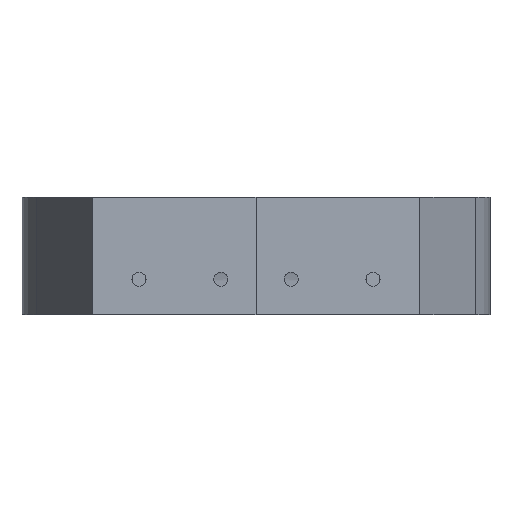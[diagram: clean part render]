
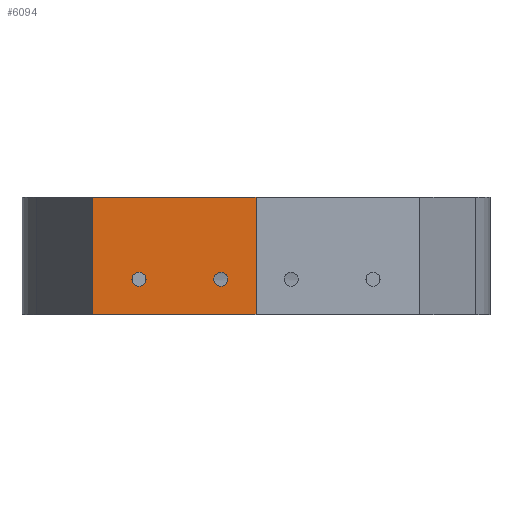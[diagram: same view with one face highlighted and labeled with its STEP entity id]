
A CAD part, front view. The second image highlights one B-rep face of the part: STEP entity #6094.
In plain terms, the highlighted planar face has unit normal (0, -1, 0).
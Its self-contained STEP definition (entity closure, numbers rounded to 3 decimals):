
#393 = PLANE('',#394);
#394 = AXIS2_PLACEMENT_3D('',#395,#396,#397);
#395 = CARTESIAN_POINT('',(-44.309,-0.415,5.));
#396 = DIRECTION('',(0.,0.,1.));
#397 = DIRECTION('',(1.,0.,0.));
#748 = CYLINDRICAL_SURFACE('',#749,3.);
#749 = AXIS2_PLACEMENT_3D('',#750,#751,#752);
#750 = CARTESIAN_POINT('',(-50.,-100.,20.));
#751 = DIRECTION('',(0.,-1.,0.));
#752 = DIRECTION('',(1.,0.,0.));
#1359 = VERTEX_POINT('',#1360);
#1360 = CARTESIAN_POINT('',(-70.,-100.,5.));
#1374 = PLANE('',#1375);
#1375 = AXIS2_PLACEMENT_3D('',#1376,#1377,#1378);
#1376 = CARTESIAN_POINT('',(-93.851,-51.46,5.));
#1377 = DIRECTION('',(0.898,0.441,0.));
#1378 = DIRECTION('',(0.441,-0.898,0.));
#1386 = EDGE_CURVE('',#1359,#1387,#1389,.T.);
#1387 = VERTEX_POINT('',#1388);
#1388 = CARTESIAN_POINT('',(0.,-100.,5.));
#1389 = SURFACE_CURVE('',#1390,(#1394,#1401),.PCURVE_S1.);
#1390 = LINE('',#1391,#1392);
#1391 = CARTESIAN_POINT('',(-70.,-100.,5.));
#1392 = VECTOR('',#1393,1.);
#1393 = DIRECTION('',(1.,0.,0.));
#1394 = PCURVE('',#393,#1395);
#1395 = DEFINITIONAL_REPRESENTATION('',(#1396),#1400);
#1396 = LINE('',#1397,#1398);
#1397 = CARTESIAN_POINT('',(-25.691,-99.585));
#1398 = VECTOR('',#1399,1.);
#1399 = DIRECTION('',(1.,0.));
#1400 = ( GEOMETRIC_REPRESENTATION_CONTEXT(2) 
PARAMETRIC_REPRESENTATION_CONTEXT() REPRESENTATION_CONTEXT('2D SPACE',''
  ) );
#1401 = PCURVE('',#1402,#1407);
#1402 = PLANE('',#1403);
#1403 = AXIS2_PLACEMENT_3D('',#1404,#1405,#1406);
#1404 = CARTESIAN_POINT('',(-70.,-100.,5.));
#1405 = DIRECTION('',(0.,1.,0.));
#1406 = DIRECTION('',(1.,0.,0.));
#1407 = DEFINITIONAL_REPRESENTATION('',(#1408),#1412);
#1408 = LINE('',#1409,#1410);
#1409 = CARTESIAN_POINT('',(0.,0.));
#1410 = VECTOR('',#1411,1.);
#1411 = DIRECTION('',(1.,0.));
#1412 = ( GEOMETRIC_REPRESENTATION_CONTEXT(2) 
PARAMETRIC_REPRESENTATION_CONTEXT() REPRESENTATION_CONTEXT('2D SPACE',''
  ) );
#3059 = VERTEX_POINT('',#3060);
#3060 = CARTESIAN_POINT('',(-47.,-100.,20.));
#3083 = EDGE_CURVE('',#3059,#3059,#3084,.T.);
#3084 = SURFACE_CURVE('',#3085,(#3090,#3097),.PCURVE_S1.);
#3085 = CIRCLE('',#3086,3.);
#3086 = AXIS2_PLACEMENT_3D('',#3087,#3088,#3089);
#3087 = CARTESIAN_POINT('',(-50.,-100.,20.));
#3088 = DIRECTION('',(0.,-1.,0.));
#3089 = DIRECTION('',(1.,0.,0.));
#3090 = PCURVE('',#748,#3091);
#3091 = DEFINITIONAL_REPRESENTATION('',(#3092),#3096);
#3092 = LINE('',#3093,#3094);
#3093 = CARTESIAN_POINT('',(0.,0.));
#3094 = VECTOR('',#3095,1.);
#3095 = DIRECTION('',(1.,0.));
#3096 = ( GEOMETRIC_REPRESENTATION_CONTEXT(2) 
PARAMETRIC_REPRESENTATION_CONTEXT() REPRESENTATION_CONTEXT('2D SPACE',''
  ) );
#3097 = PCURVE('',#1402,#3098);
#3098 = DEFINITIONAL_REPRESENTATION('',(#3099),#3107);
#3099 = ( BOUNDED_CURVE() B_SPLINE_CURVE(2,(#3100,#3101,#3102,#3103,
#3104,#3105,#3106),.UNSPECIFIED.,.T.,.F.) B_SPLINE_CURVE_WITH_KNOTS((1,2
    ,2,2,2,1),(-2.094,0.,2.094,4.189,
6.283,8.378),.UNSPECIFIED.) CURVE() 
GEOMETRIC_REPRESENTATION_ITEM() RATIONAL_B_SPLINE_CURVE((1.,0.5,1.,0.5,
1.,0.5,1.)) REPRESENTATION_ITEM('') );
#3100 = CARTESIAN_POINT('',(23.,-15.));
#3101 = CARTESIAN_POINT('',(23.,-20.196));
#3102 = CARTESIAN_POINT('',(18.5,-17.598));
#3103 = CARTESIAN_POINT('',(14.,-15.));
#3104 = CARTESIAN_POINT('',(18.5,-12.402));
#3105 = CARTESIAN_POINT('',(23.,-9.804));
#3106 = CARTESIAN_POINT('',(23.,-15.));
#3107 = ( GEOMETRIC_REPRESENTATION_CONTEXT(2) 
PARAMETRIC_REPRESENTATION_CONTEXT() REPRESENTATION_CONTEXT('2D SPACE',''
  ) );
#3273 = PLANE('',#3274);
#3274 = AXIS2_PLACEMENT_3D('',#3275,#3276,#3277);
#3275 = CARTESIAN_POINT('',(70.,-100.,5.));
#3276 = DIRECTION('',(0.,1.,0.));
#3277 = DIRECTION('',(1.,0.,0.));
#6094 = ADVANCED_FACE('',(#6095,#6170,#6173),#1402,.F.);
#6095 = FACE_BOUND('',#6096,.F.);
#6096 = EDGE_LOOP('',(#6097,#6120,#6148,#6169));
#6097 = ORIENTED_EDGE('',*,*,#6098,.T.);
#6098 = EDGE_CURVE('',#1359,#6099,#6101,.T.);
#6099 = VERTEX_POINT('',#6100);
#6100 = CARTESIAN_POINT('',(-70.,-100.,55.));
#6101 = SURFACE_CURVE('',#6102,(#6106,#6113),.PCURVE_S1.);
#6102 = LINE('',#6103,#6104);
#6103 = CARTESIAN_POINT('',(-70.,-100.,5.));
#6104 = VECTOR('',#6105,1.);
#6105 = DIRECTION('',(0.,0.,1.));
#6106 = PCURVE('',#1402,#6107);
#6107 = DEFINITIONAL_REPRESENTATION('',(#6108),#6112);
#6108 = LINE('',#6109,#6110);
#6109 = CARTESIAN_POINT('',(0.,0.));
#6110 = VECTOR('',#6111,1.);
#6111 = DIRECTION('',(0.,-1.));
#6112 = ( GEOMETRIC_REPRESENTATION_CONTEXT(2) 
PARAMETRIC_REPRESENTATION_CONTEXT() REPRESENTATION_CONTEXT('2D SPACE',''
  ) );
#6113 = PCURVE('',#1374,#6114);
#6114 = DEFINITIONAL_REPRESENTATION('',(#6115),#6119);
#6115 = LINE('',#6116,#6117);
#6116 = CARTESIAN_POINT('',(54.083,0.));
#6117 = VECTOR('',#6118,1.);
#6118 = DIRECTION('',(0.,-1.));
#6119 = ( GEOMETRIC_REPRESENTATION_CONTEXT(2) 
PARAMETRIC_REPRESENTATION_CONTEXT() REPRESENTATION_CONTEXT('2D SPACE',''
  ) );
#6120 = ORIENTED_EDGE('',*,*,#6121,.T.);
#6121 = EDGE_CURVE('',#6099,#6122,#6124,.T.);
#6122 = VERTEX_POINT('',#6123);
#6123 = CARTESIAN_POINT('',(0.,-100.,55.));
#6124 = SURFACE_CURVE('',#6125,(#6129,#6136),.PCURVE_S1.);
#6125 = LINE('',#6126,#6127);
#6126 = CARTESIAN_POINT('',(-70.,-100.,55.));
#6127 = VECTOR('',#6128,1.);
#6128 = DIRECTION('',(1.,0.,0.));
#6129 = PCURVE('',#1402,#6130);
#6130 = DEFINITIONAL_REPRESENTATION('',(#6131),#6135);
#6131 = LINE('',#6132,#6133);
#6132 = CARTESIAN_POINT('',(0.,-50.));
#6133 = VECTOR('',#6134,1.);
#6134 = DIRECTION('',(1.,0.));
#6135 = ( GEOMETRIC_REPRESENTATION_CONTEXT(2) 
PARAMETRIC_REPRESENTATION_CONTEXT() REPRESENTATION_CONTEXT('2D SPACE',''
  ) );
#6136 = PCURVE('',#6137,#6142);
#6137 = PLANE('',#6138);
#6138 = AXIS2_PLACEMENT_3D('',#6139,#6140,#6141);
#6139 = CARTESIAN_POINT('',(-44.309,-0.415,55.));
#6140 = DIRECTION('',(0.,0.,1.));
#6141 = DIRECTION('',(1.,0.,0.));
#6142 = DEFINITIONAL_REPRESENTATION('',(#6143),#6147);
#6143 = LINE('',#6144,#6145);
#6144 = CARTESIAN_POINT('',(-25.691,-99.585));
#6145 = VECTOR('',#6146,1.);
#6146 = DIRECTION('',(1.,0.));
#6147 = ( GEOMETRIC_REPRESENTATION_CONTEXT(2) 
PARAMETRIC_REPRESENTATION_CONTEXT() REPRESENTATION_CONTEXT('2D SPACE',''
  ) );
#6148 = ORIENTED_EDGE('',*,*,#6149,.F.);
#6149 = EDGE_CURVE('',#1387,#6122,#6150,.T.);
#6150 = SURFACE_CURVE('',#6151,(#6155,#6162),.PCURVE_S1.);
#6151 = LINE('',#6152,#6153);
#6152 = CARTESIAN_POINT('',(0.,-100.,5.));
#6153 = VECTOR('',#6154,1.);
#6154 = DIRECTION('',(0.,0.,1.));
#6155 = PCURVE('',#1402,#6156);
#6156 = DEFINITIONAL_REPRESENTATION('',(#6157),#6161);
#6157 = LINE('',#6158,#6159);
#6158 = CARTESIAN_POINT('',(70.,0.));
#6159 = VECTOR('',#6160,1.);
#6160 = DIRECTION('',(0.,-1.));
#6161 = ( GEOMETRIC_REPRESENTATION_CONTEXT(2) 
PARAMETRIC_REPRESENTATION_CONTEXT() REPRESENTATION_CONTEXT('2D SPACE',''
  ) );
#6162 = PCURVE('',#3273,#6163);
#6163 = DEFINITIONAL_REPRESENTATION('',(#6164),#6168);
#6164 = LINE('',#6165,#6166);
#6165 = CARTESIAN_POINT('',(-70.,0.));
#6166 = VECTOR('',#6167,1.);
#6167 = DIRECTION('',(-0.,-1.));
#6168 = ( GEOMETRIC_REPRESENTATION_CONTEXT(2) 
PARAMETRIC_REPRESENTATION_CONTEXT() REPRESENTATION_CONTEXT('2D SPACE',''
  ) );
#6169 = ORIENTED_EDGE('',*,*,#1386,.F.);
#6170 = FACE_BOUND('',#6171,.F.);
#6171 = EDGE_LOOP('',(#6172));
#6172 = ORIENTED_EDGE('',*,*,#3083,.T.);
#6173 = FACE_BOUND('',#6174,.F.);
#6174 = EDGE_LOOP('',(#6175));
#6175 = ORIENTED_EDGE('',*,*,#6176,.T.);
#6176 = EDGE_CURVE('',#6177,#6177,#6179,.T.);
#6177 = VERTEX_POINT('',#6178);
#6178 = CARTESIAN_POINT('',(-12.,-100.,20.));
#6179 = SURFACE_CURVE('',#6180,(#6185,#6196),.PCURVE_S1.);
#6180 = CIRCLE('',#6181,3.);
#6181 = AXIS2_PLACEMENT_3D('',#6182,#6183,#6184);
#6182 = CARTESIAN_POINT('',(-15.,-100.,20.));
#6183 = DIRECTION('',(0.,-1.,0.));
#6184 = DIRECTION('',(1.,0.,0.));
#6185 = PCURVE('',#1402,#6186);
#6186 = DEFINITIONAL_REPRESENTATION('',(#6187),#6195);
#6187 = ( BOUNDED_CURVE() B_SPLINE_CURVE(2,(#6188,#6189,#6190,#6191,
#6192,#6193,#6194),.UNSPECIFIED.,.T.,.F.) B_SPLINE_CURVE_WITH_KNOTS((1,2
    ,2,2,2,1),(-2.094,0.,2.094,4.189,
6.283,8.378),.UNSPECIFIED.) CURVE() 
GEOMETRIC_REPRESENTATION_ITEM() RATIONAL_B_SPLINE_CURVE((1.,0.5,1.,0.5,
1.,0.5,1.)) REPRESENTATION_ITEM('') );
#6188 = CARTESIAN_POINT('',(58.,-15.));
#6189 = CARTESIAN_POINT('',(58.,-20.196));
#6190 = CARTESIAN_POINT('',(53.5,-17.598));
#6191 = CARTESIAN_POINT('',(49.,-15.));
#6192 = CARTESIAN_POINT('',(53.5,-12.402));
#6193 = CARTESIAN_POINT('',(58.,-9.804));
#6194 = CARTESIAN_POINT('',(58.,-15.));
#6195 = ( GEOMETRIC_REPRESENTATION_CONTEXT(2) 
PARAMETRIC_REPRESENTATION_CONTEXT() REPRESENTATION_CONTEXT('2D SPACE',''
  ) );
#6196 = PCURVE('',#6197,#6202);
#6197 = CYLINDRICAL_SURFACE('',#6198,3.);
#6198 = AXIS2_PLACEMENT_3D('',#6199,#6200,#6201);
#6199 = CARTESIAN_POINT('',(-15.,-100.,20.));
#6200 = DIRECTION('',(0.,-1.,0.));
#6201 = DIRECTION('',(1.,0.,0.));
#6202 = DEFINITIONAL_REPRESENTATION('',(#6203),#6207);
#6203 = LINE('',#6204,#6205);
#6204 = CARTESIAN_POINT('',(0.,0.));
#6205 = VECTOR('',#6206,1.);
#6206 = DIRECTION('',(1.,0.));
#6207 = ( GEOMETRIC_REPRESENTATION_CONTEXT(2) 
PARAMETRIC_REPRESENTATION_CONTEXT() REPRESENTATION_CONTEXT('2D SPACE',''
  ) );
